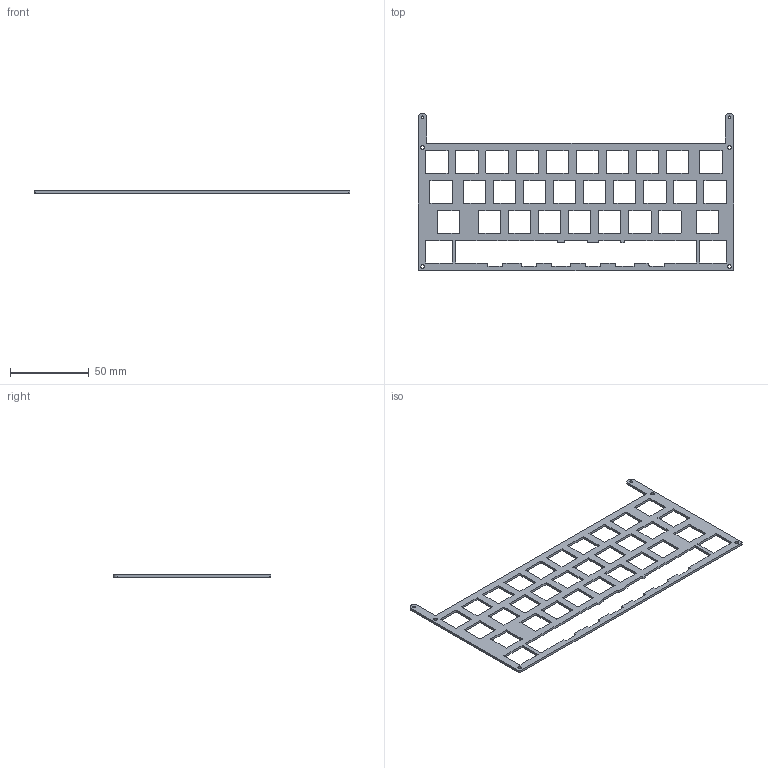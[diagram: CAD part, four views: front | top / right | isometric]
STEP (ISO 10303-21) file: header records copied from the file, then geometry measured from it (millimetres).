
FILE_DESCRIPTION(/* description */ ('KiCad electronic assembly'),/* implementation_level */ '2;1');
FILE_NAME(/* name */ 'qaz_ble v28.step',/* time_stamp */ '2025-08-11T05:27:16+09:00',/* author */ (''),/* organization */ (''),/* preprocessor_version */ 'ST-DEVELOPER v20.1',/* originating_system */ 'Autodesk Translation Framework v14.10.0.0',/* authorisation */ '');
FILE_SCHEMA (('AUTOMOTIVE_DESIGN { 1 0 10303 214 3 1 1 }'));
Length unit declared in the file: millimetre
Products named in the file (6): qaz_ble_v2_switch_plate____ 1; QAZ BLEs; QAZ BLE; QAZ BLE(5Row); QAZ BLE Case(5Row) ; QAZ BLE Top Plate(5Row)
Assembly tree (5 placements, depth 6):
  qaz_ble_v2_switch_plate____ 1
    QAZ BLEs
      QAZ BLE
        QAZ BLE(5Row)
          QAZ BLE Case(5Row) 
            QAZ BLE Top Plate(5Row)
Bounding box: 200.03 x 100.01 x 1.51 mm (x, y, z)
Volume: 11773.1 mm3; surface area: 19810.6 mm2
Topology: 1 solids, 1 shells, 390 faces, 1168 edges, 780 vertices
Faces by surface type: plane 231, cylinder 159
Full cylindrical faces by diameter (mm): 1.775 x2, 2.2 x4
Entity records: 13474 total; most frequent: CARTESIAN_POINT 2349, ORIENTED_EDGE 2336, DIRECTION 2288, EDGE_CURVE 1168, LINE 850, VECTOR 850, VERTEX_POINT 780, AXIS2_PLACEMENT_3D 719
